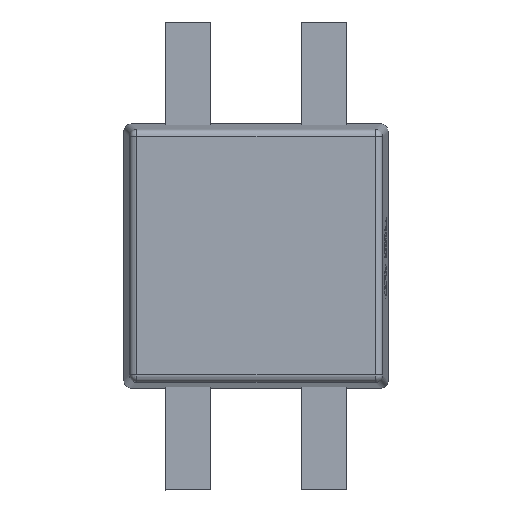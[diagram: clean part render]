
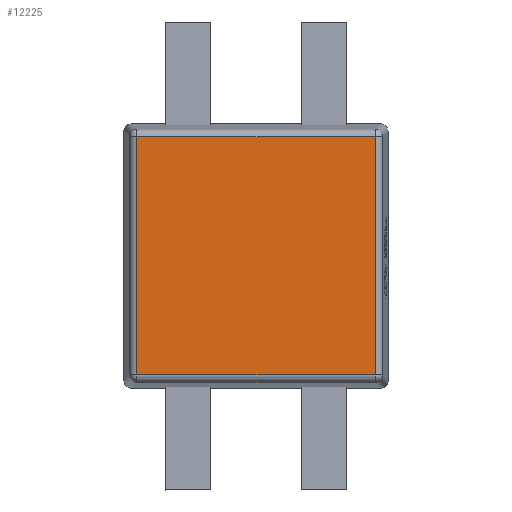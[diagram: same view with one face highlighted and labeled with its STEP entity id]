
A CAD part, top view. The second image highlights one B-rep face of the part: STEP entity #12225.
In plain terms, the highlighted planar face has unit normal (0, 0, 1).
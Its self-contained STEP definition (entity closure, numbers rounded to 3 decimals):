
#56 = LINE ( 'NONE', #8153, #9131 ) ;
#656 = VECTOR ( 'NONE', #1399, 1000. ) ;
#933 = PLANE ( 'NONE',  #7812 ) ;
#1057 = VERTEX_POINT ( 'NONE', #4699 ) ;
#1355 = EDGE_CURVE ( 'NONE', #8034, #1057, #9598, .T. ) ;
#1399 = DIRECTION ( 'NONE',  ( 1., 0., 0. ) ) ;
#1886 = CARTESIAN_POINT ( 'NONE',  ( -1.577, -1.577, 0.785 ) ) ;
#3018 = CARTESIAN_POINT ( 'NONE',  ( 0., 0., 0.785 ) ) ;
#3170 = EDGE_CURVE ( 'NONE', #1057, #11809, #56, .T. ) ;
#4200 = DIRECTION ( 'NONE',  ( 0., 1., 0. ) ) ;
#4699 = CARTESIAN_POINT ( 'NONE',  ( -1.577, 1.577, 0.785 ) ) ;
#4883 = ORIENTED_EDGE ( 'NONE', *, *, #11842, .T. ) ;
#5137 = FACE_OUTER_BOUND ( 'NONE', #5431, .T. ) ;
#5431 = EDGE_LOOP ( 'NONE', ( #7256, #9987, #9349, #4883 ) ) ;
#6416 = EDGE_CURVE ( 'NONE', #11809, #6453, #10615, .T. ) ;
#6453 = VERTEX_POINT ( 'NONE', #9807 ) ;
#7256 = ORIENTED_EDGE ( 'NONE', *, *, #1355, .T. ) ;
#7556 = DIRECTION ( 'NONE',  ( -1., 0., 0. ) ) ;
#7627 = CARTESIAN_POINT ( 'NONE',  ( 1.667, -1.577, 0.785 ) ) ;
#7812 = AXIS2_PLACEMENT_3D ( 'NONE', #3018, #12233, #11445 ) ;
#8034 = VERTEX_POINT ( 'NONE', #10351 ) ;
#8153 = CARTESIAN_POINT ( 'NONE',  ( -1.577, -1.667, 0.785 ) ) ;
#9131 = VECTOR ( 'NONE', #12287, 1000. ) ;
#9349 = ORIENTED_EDGE ( 'NONE', *, *, #6416, .T. ) ;
#9598 = LINE ( 'NONE', #12655, #10524 ) ;
#9807 = CARTESIAN_POINT ( 'NONE',  ( 1.577, -1.577, 0.785 ) ) ;
#9987 = ORIENTED_EDGE ( 'NONE', *, *, #3170, .T. ) ;
#10351 = CARTESIAN_POINT ( 'NONE',  ( 1.577, 1.577, 0.785 ) ) ;
#10524 = VECTOR ( 'NONE', #7556, 1000. ) ;
#10615 = LINE ( 'NONE', #7627, #656 ) ;
#11409 = LINE ( 'NONE', #12477, #11480 ) ;
#11445 = DIRECTION ( 'NONE',  ( 0., -1., 0. ) ) ;
#11480 = VECTOR ( 'NONE', #4200, 1000. ) ;
#11809 = VERTEX_POINT ( 'NONE', #1886 ) ;
#11842 = EDGE_CURVE ( 'NONE', #6453, #8034, #11409, .T. ) ;
#12225 = ADVANCED_FACE ( 'NONE', ( #5137 ), #933, .F. ) ;
#12233 = DIRECTION ( 'NONE',  ( 0., 0., -1. ) ) ;
#12287 = DIRECTION ( 'NONE',  ( 0., -1., 0. ) ) ;
#12477 = CARTESIAN_POINT ( 'NONE',  ( 1.577, 1.667, 0.785 ) ) ;
#12655 = CARTESIAN_POINT ( 'NONE',  ( -1.667, 1.577, 0.785 ) ) ;
